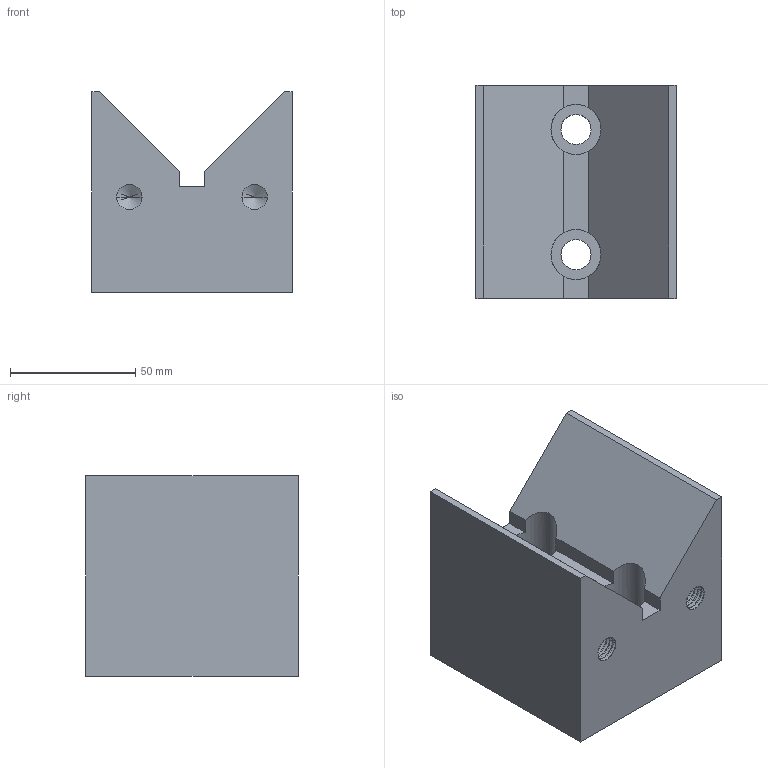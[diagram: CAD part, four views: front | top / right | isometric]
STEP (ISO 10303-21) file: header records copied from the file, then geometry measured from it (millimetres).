
FILE_DESCRIPTION(('STEP AP214'),'1');
FILE_NAME(' ',' ',('TraceParts'),('TraceParts S.A.'),'XStep 1.0',' ',' ');
FILE_SCHEMA(('automotive_design'));
Length unit declared in the file: millimetre
Products named in the file (1): 1
Bounding box: 80 x 85 x 80 mm (x, y, z)
Volume: 403735.4 mm3; surface area: 46456.5 mm2
Topology: 1 solids, 1 shells, 236 faces, 498 edges, 262 vertices
Faces by surface type: cone 84, torus 80, cylinder 52, plane 20
Entity records: 11894 total; most frequent: DIRECTION 1280, STYLED_ITEM 993, PRESENTATION_STYLE_ASSIGNMENT 993, CARTESIAN_POINT 993, COLOUR_RGB 993, ORIENTED_EDGE 988, AXIS2_PLACEMENT_3D 549, EDGE_CURVE 494
